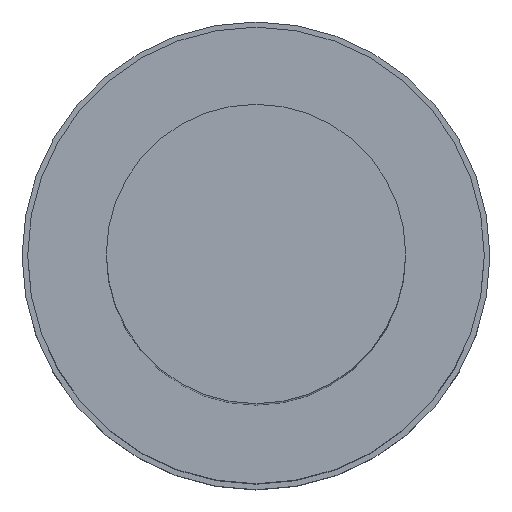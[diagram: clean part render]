
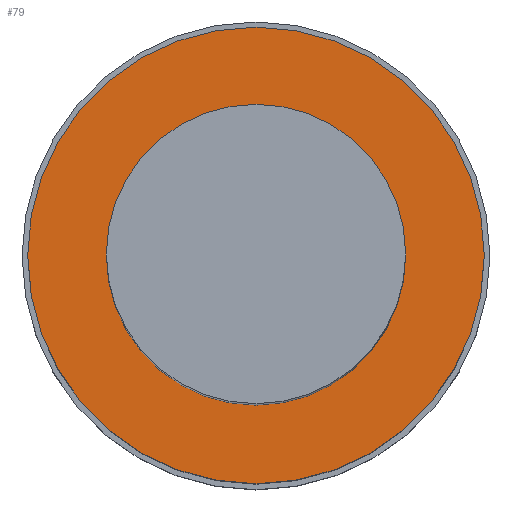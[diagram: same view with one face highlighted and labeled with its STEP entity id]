
A CAD part, top view. The second image highlights one B-rep face of the part: STEP entity #79.
In plain terms, the highlighted planar face has unit normal (0, 0, 1).
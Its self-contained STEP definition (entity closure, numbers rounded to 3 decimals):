
#79=ADVANCED_FACE('',(#94,#95),#96,.T.);
#94=FACE_BOUND('',#113,.T.);
#95=FACE_OUTER_BOUND('',#114,.T.);
#96=PLANE('',#115);
#113=EDGE_LOOP('',(#140));
#114=EDGE_LOOP('',(#141));
#115=AXIS2_PLACEMENT_3D('',#142,#143,#144);
#140=ORIENTED_EDGE('',*,*,#158,.F.);
#141=ORIENTED_EDGE('',*,*,#157,.T.);
#142=CARTESIAN_POINT('',(0.,20.2,40.0));
#143=DIRECTION('',(0.,0.,1.0));
#144=DIRECTION('',(0.,1.0,0.));
#157=EDGE_CURVE('',#166,#166,#167,.T.);
#158=EDGE_CURVE('',#168,#168,#169,.T.);
#166=VERTEX_POINT('',#178);
#167=CIRCLE('',#179,24.4);
#168=VERTEX_POINT('',#180);
#169=CIRCLE('',#181,16.0);
#178=CARTESIAN_POINT('',(0.,24.4,40.0));
#179=AXIS2_PLACEMENT_3D('',#193,#194,#195);
#180=CARTESIAN_POINT('',(0.,16.0,40.0));
#181=AXIS2_PLACEMENT_3D('',#196,#197,#198);
#193=CARTESIAN_POINT('',(0.,0.,40.0));
#194=DIRECTION('',(0.,0.,1.0));
#195=DIRECTION('',(0.,1.0,0.));
#196=CARTESIAN_POINT('',(0.,0.,40.0));
#197=DIRECTION('',(0.,0.,1.0));
#198=DIRECTION('',(0.,1.0,0.));
